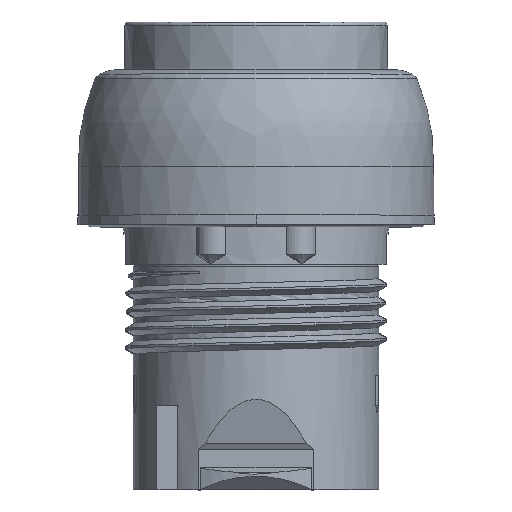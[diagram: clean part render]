
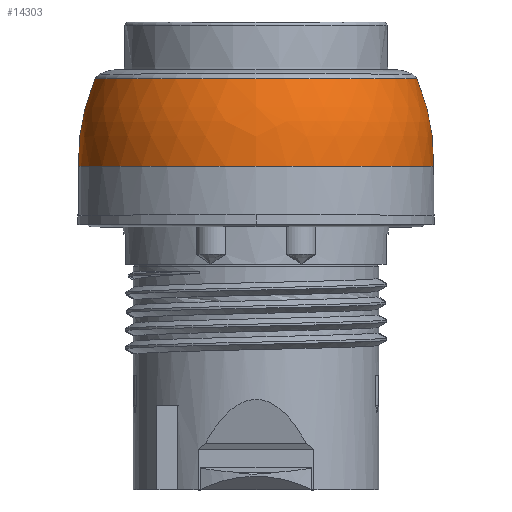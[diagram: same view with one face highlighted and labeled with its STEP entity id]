
A CAD part, top view. The second image highlights one B-rep face of the part: STEP entity #14303.
In plain terms, the highlighted free-form (B-spline) face has degree [3, 3] with [7, 4] control points.
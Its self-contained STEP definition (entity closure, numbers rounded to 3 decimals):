
#3066=CARTESIAN_POINT('',(-2.268,3.02,10.058));
#3067=DIRECTION('',(0.,0.,1.));
#3068=DIRECTION('',(1.,-0.031,0.));
#3069=AXIS2_PLACEMENT_3D('',#3066,#3067,#3068);
#3076=CARTESIAN_POINT('',(0.,2.5,10.058));
#3077=DIRECTION('',(0.,1.,0.));
#3078=DIRECTION('',(-1.,0.,0.));
#3079=AXIS2_PLACEMENT_3D('',#3076,#3077,#3078);
#3081=CARTESIAN_POINT('',(2.268,3.02,10.058));
#3082=DIRECTION('',(0.,0.,-1.));
#3083=DIRECTION('',(-1.,-0.031,0.));
#3084=AXIS2_PLACEMENT_3D('',#3081,#3082,#3083);
#3091=CARTESIAN_POINT('',(0.,9.763,10.058));
#3092=DIRECTION('',(0.,1.,0.));
#3093=DIRECTION('',(-1.,0.,0.));
#3094=AXIS2_PLACEMENT_3D('',#3091,#3092,#3093);
#3634=CARTESIAN_POINT('',(14.728,2.5,10.058));
#3636=VERTEX_POINT('',#3634);
#3637=CARTESIAN_POINT('',(-14.724,2.5,10.058));
#3638=VERTEX_POINT('',#3637);
#3645=CARTESIAN_POINT('',(-13.337,9.763,10.058));
#3646=VERTEX_POINT('',#3645);
#3647=CARTESIAN_POINT('',(13.337,9.763,10.058));
#3648=VERTEX_POINT('',#3647);
#14267=CARTESIAN_POINT('',(-14.69,2.351,
9.134));
#14268=CARTESIAN_POINT('',(-14.792,4.956,
9.128));
#14269=CARTESIAN_POINT('',(-14.304,7.516,
9.158));
#14270=CARTESIAN_POINT('',(-13.251,9.9,
9.225));
#14271=CARTESIAN_POINT('',(-15.259,2.351,
18.174));
#14272=CARTESIAN_POINT('',(-15.365,4.956,
18.231));
#14273=CARTESIAN_POINT('',(-14.858,7.516,
17.961));
#14274=CARTESIAN_POINT('',(-13.765,9.9,
17.38));
#14275=CARTESIAN_POINT('',(-9.058,2.351,
24.777));
#14276=CARTESIAN_POINT('',(-9.121,4.956,
24.88));
#14277=CARTESIAN_POINT('',(-8.82,7.516,
24.391));
#14278=CARTESIAN_POINT('',(-8.171,9.9,
23.336));
#14279=CARTESIAN_POINT('',(0.,2.351,
24.777));
#14280=CARTESIAN_POINT('',(0.,4.956,
24.88));
#14281=CARTESIAN_POINT('',(0.,7.516,
24.391));
#14282=CARTESIAN_POINT('',(0.,9.9,
23.336));
#14283=CARTESIAN_POINT('',(9.058,2.351,24.777));
#14284=CARTESIAN_POINT('',(9.121,4.956,24.88));
#14285=CARTESIAN_POINT('',(8.82,7.516,24.391));
#14286=CARTESIAN_POINT('',(8.171,9.9,23.336));
#14287=CARTESIAN_POINT('',(15.259,2.351,18.174));
#14288=CARTESIAN_POINT('',(15.365,4.956,18.231));
#14289=CARTESIAN_POINT('',(14.858,7.516,17.961));
#14290=CARTESIAN_POINT('',(13.765,9.9,17.38));
#14291=CARTESIAN_POINT('',(14.69,2.351,9.134));
#14292=CARTESIAN_POINT('',(14.792,4.956,9.128));
#14293=CARTESIAN_POINT('',(14.304,7.516,9.158));
#14294=CARTESIAN_POINT('',(13.251,9.9,9.225));
#14295=(BOUNDED_SURFACE()B_SPLINE_SURFACE(3,3,((#14267,#14268,#14269,#14270),(
#14271,#14272,#14273,#14274),(#14275,#14276,#14277,#14278),(#14279,#14280,
#14281,#14282),(#14283,#14284,#14285,#14286),(#14287,#14288,#14289,#14290),(
#14291,#14292,#14293,#14294)),.UNSPECIFIED.,.F.,.F.,.F.)B_SPLINE_SURFACE_WITH_KNOTS((4,3,4),(4,4),(0.,1.,2.),(0.,1.),.UNSPECIFIED.)GEOMETRIC_REPRESENTATION_ITEM()RATIONAL_B_SPLINE_SURFACE(((1.203,1.182,
1.182,1.203),(0.95,0.933,
0.933,0.95),(0.95,0.933,
0.933,0.95),(1.203,1.182,
1.182,1.203),(0.95,0.933,
0.933,0.95),(0.95,0.933,
0.933,0.95),(1.203,1.182,
1.182,1.203)))REPRESENTATION_ITEM('')SURFACE());
#14296=ORIENTED_EDGE('',*,*,#14150,.F.);
#14297=ORIENTED_EDGE('',*,*,#14182,.T.);
#14299=ORIENTED_EDGE('',*,*,#14298,.T.);
#14300=ORIENTED_EDGE('',*,*,#14259,.F.);
#14301=EDGE_LOOP('',(#14296,#14297,#14299,#14300));
#14302=FACE_OUTER_BOUND('',#14301,.F.);
#14303=ADVANCED_FACE('',(#14302),#14295,.T.);
#3070=CIRCLE('',#3069,17.);
#3080=CIRCLE('',#3079,14.724);
#3085=CIRCLE('',#3084,17.);
#3095=CIRCLE('',#3094,13.337);
#14150=EDGE_CURVE('',#3638,#3636,#3080,.T.);
#14182=EDGE_CURVE('',#3638,#3646,#3085,.T.);
#14259=EDGE_CURVE('',#3636,#3648,#3070,.T.);
#14298=EDGE_CURVE('',#3646,#3648,#3095,.T.);
